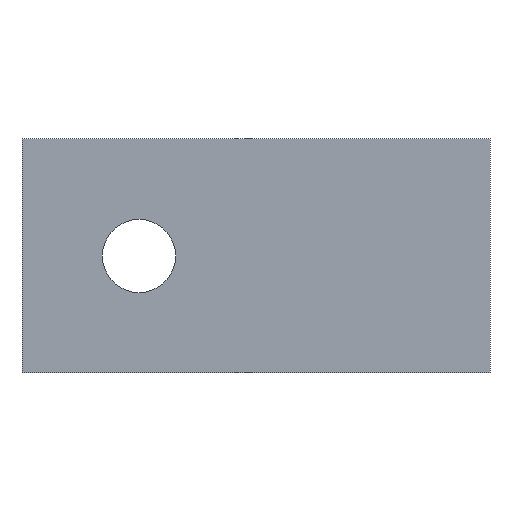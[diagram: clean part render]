
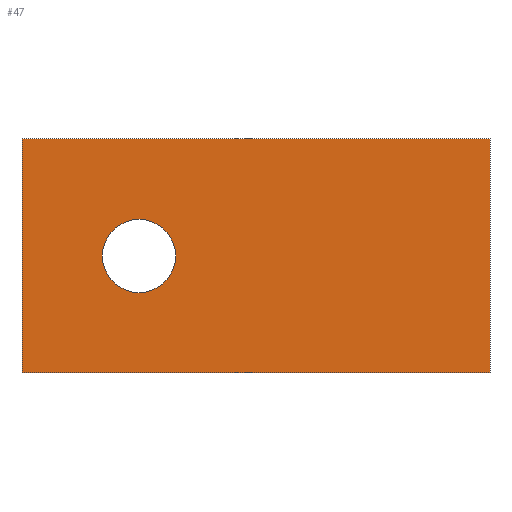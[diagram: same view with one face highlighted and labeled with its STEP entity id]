
A CAD part, left-side view. The second image highlights one B-rep face of the part: STEP entity #47.
In plain terms, the highlighted planar face has unit normal (-1, 0, 0).
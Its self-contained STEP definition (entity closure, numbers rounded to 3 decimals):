
#47=ADVANCED_FACE('',(#89,#90),#91,.T.);
#89=FACE_OUTER_BOUND('',#123,.T.);
#90=FACE_BOUND('',#124,.T.);
#91=PLANE('',#125);
#123=EDGE_LOOP('',(#187,#188,#189,#190));
#124=EDGE_LOOP('',(#191,#192));
#125=AXIS2_PLACEMENT_3D('',#193,#194,#195);
#187=ORIENTED_EDGE('',*,*,#213,.T.);
#188=ORIENTED_EDGE('',*,*,#209,.T.);
#189=ORIENTED_EDGE('',*,*,#205,.T.);
#190=ORIENTED_EDGE('',*,*,#217,.T.);
#191=ORIENTED_EDGE('',*,*,#221,.T.);
#192=ORIENTED_EDGE('',*,*,#199,.T.);
#193=CARTESIAN_POINT('',(0.0,0.0,0.));
#194=DIRECTION('',(-1.0,0.0,0.));
#195=DIRECTION('',(0.0,1.0,0.0));
#199=EDGE_CURVE('',#228,#225,#229,.T.);
#205=EDGE_CURVE('',#239,#237,#240,.T.);
#209=EDGE_CURVE('',#245,#239,#246,.T.);
#213=EDGE_CURVE('',#251,#245,#252,.T.);
#217=EDGE_CURVE('',#237,#251,#256,.T.);
#221=EDGE_CURVE('',#225,#228,#260,.T.);
#225=VERTEX_POINT('',#264);
#228=VERTEX_POINT('',#268);
#229=CIRCLE('',#269,6.25);
#237=VERTEX_POINT('',#279);
#239=VERTEX_POINT('',#282);
#240=LINE('',#283,#284);
#245=VERTEX_POINT('',#291);
#246=LINE('',#292,#293);
#251=VERTEX_POINT('',#300);
#252=LINE('',#301,#302);
#256=LINE('',#308,#309);
#260=CIRCLE('',#313,6.25);
#264=CARTESIAN_POINT('',(0.0,26.25,0.));
#268=CARTESIAN_POINT('',(0.,13.75,0.));
#269=AXIS2_PLACEMENT_3D('',#317,#318,#319);
#279=CARTESIAN_POINT('',(0.,40.0,-20.0));
#282=CARTESIAN_POINT('',(0.,40.0,20.0));
#283=CARTESIAN_POINT('',(0.,40.0,-10.0));
#284=VECTOR('',#326,40.0);
#291=CARTESIAN_POINT('',(0.,-40.0,20.0));
#292=CARTESIAN_POINT('',(0.,20.0,20.0));
#293=VECTOR('',#329,80.0);
#300=CARTESIAN_POINT('',(0.,-40.0,-20.0));
#301=CARTESIAN_POINT('',(0.,-40.0,10.0));
#302=VECTOR('',#332,40.0);
#308=CARTESIAN_POINT('',(0.,-20.0,-20.0));
#309=VECTOR('',#335,80.0);
#313=AXIS2_PLACEMENT_3D('',#339,#340,#341);
#317=CARTESIAN_POINT('',(0.0,20.0,0.));
#318=DIRECTION('',(1.0,0.,0.));
#319=DIRECTION('',(0.,1.0,0.));
#326=DIRECTION('',(0.,0.,-1.0));
#329=DIRECTION('',(0.,1.0,0.));
#332=DIRECTION('',(0.,0.,1.0));
#335=DIRECTION('',(0.,-1.0,0.));
#339=CARTESIAN_POINT('',(0.0,20.0,0.));
#340=DIRECTION('',(1.0,0.,0.));
#341=DIRECTION('',(0.,1.0,0.));
